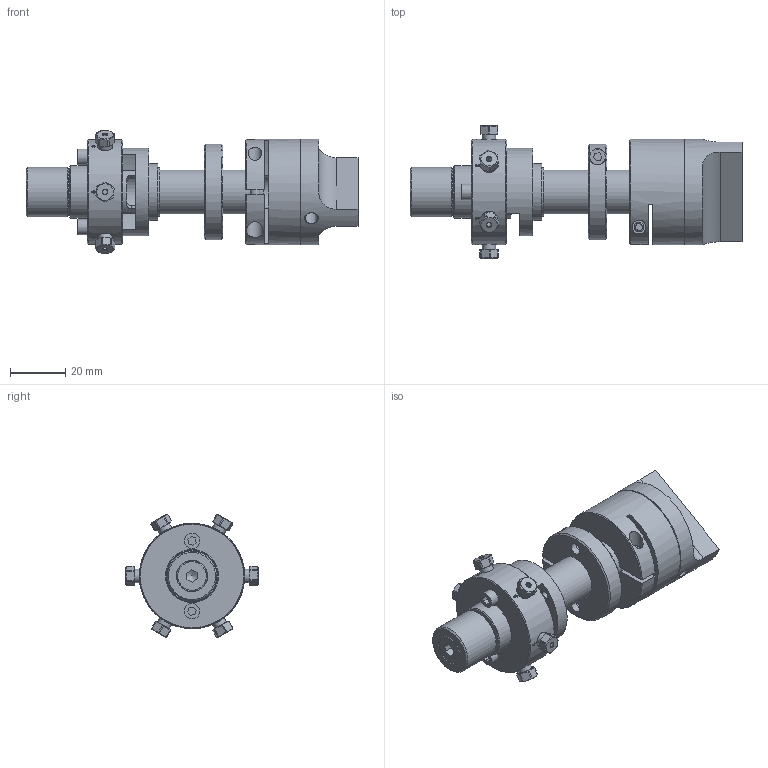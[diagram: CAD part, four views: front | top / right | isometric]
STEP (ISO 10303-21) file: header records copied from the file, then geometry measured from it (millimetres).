
FILE_DESCRIPTION((''),'2;1');
FILE_NAME('312345-2C6UWE 6 port 2-pos valve manual version with standoff.stp','2013-08-12T07:54:41',('Franzp'),(''),'Autodesk Inventor 2013','Autodesk Inventor 2013','');
FILE_SCHEMA(('AUTOMOTIVE_DESIGN { 1 0 10303 214 1 1 1 1 }'));
Length unit declared in the file: millimetre
Products named in the file (1): 312345_Shrinkwrap_1
Bounding box: 119.99 x 47.82 x 44.41 mm (x, y, z)
Surface area: 23462.8 mm2 (no closed solid volume)
Topology: 0 solids, 33 shells, 250 faces, 779 edges, 557 vertices
Faces by surface type: plane 114, cylinder 99, cone 37
Full cylindrical faces by diameter (mm): 1.727 x6, 2.642 x8, 3.51 x2, 4.32 x2, 4.5 x1, 4.826 x6, 5 x1, 5.61 x6, 5.65 x3, 5.84 x1, 6 x1, 7 x2, 12 x1, 14.4 x1, 14.651 x1, 15.875 x1, 17.45 x1, 18 x1, 19.05 x2, 20.625 x1, 31.62 x1, 37.973 x1, 38 x1, 38.1 x1
Entity records: 9103 total; most frequent: CARTESIAN_POINT 2448, DIRECTION 1279, ORIENTED_EDGE 1086, EDGE_CURVE 655, AXIS2_PLACEMENT_3D 527, VERTEX_POINT 520, EDGE_LOOP 398, CIRCLE 266
